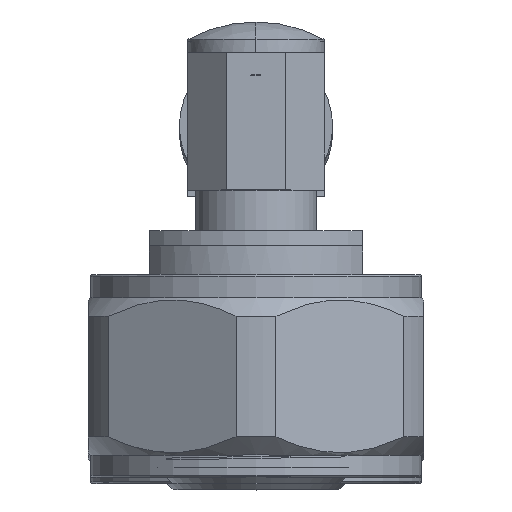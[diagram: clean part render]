
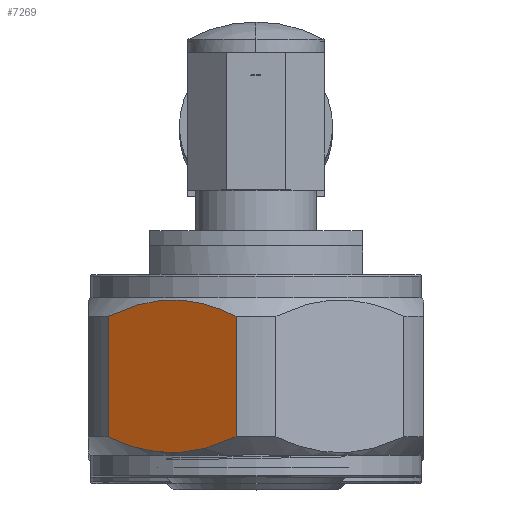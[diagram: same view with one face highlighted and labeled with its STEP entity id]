
A CAD part, top view. The second image highlights one B-rep face of the part: STEP entity #7269.
In plain terms, the highlighted face is planar.
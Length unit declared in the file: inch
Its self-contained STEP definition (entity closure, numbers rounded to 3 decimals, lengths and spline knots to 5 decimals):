
#49 = ORIENTED_EDGE ( 'NONE', *, *, #7259, .F. ) ;
#80 = CARTESIAN_POINT ( 'NONE',  ( -0.80319, 0.47026, -0.05163 ) ) ;
#112 = FACE_OUTER_BOUND ( 'NONE', #2379, .T. ) ;
#182 = LINE ( 'NONE', #4572, #4824 ) ;
#622 = CARTESIAN_POINT ( 'NONE',  ( -0.45731, 0.33423, -0.28724 ) ) ;
#801 = CARTESIAN_POINT ( 'NONE',  ( -0.49189, 0.27984, -0.38144 ) ) ;
#862 = ORIENTED_EDGE ( 'NONE', *, *, #917, .F. ) ;
#917 = EDGE_CURVE ( 'NONE', #6240, #4598, #182, .T. ) ;
#1124 = CARTESIAN_POINT ( 'NONE',  ( -0.23948, 0.47026, -0.05163 ) ) ;
#1185 = VECTOR ( 'NONE', #4654, 39.37008 ) ;
#1230 = CARTESIAN_POINT ( 'NONE',  ( -0.80319, 0.47026, -0.05163 ) ) ;
#1287 = CARTESIAN_POINT ( 'NONE',  ( -0.47896, 0.29501, -0.35517 ) ) ;
#1313 = CARTESIAN_POINT ( 'NONE',  ( -0.49189, 0.27984, -0.38144 ) ) ;
#1323 = CARTESIAN_POINT ( 'NONE',  ( -0.49189, 0.47026, -0.05163 ) ) ;
#1389 = CARTESIAN_POINT ( 'NONE',  ( -0.80319, 0.27984, -0.38144 ) ) ;
#1487 = AXIS2_PLACEMENT_3D ( 'NONE', #2474, #7145, #1829 ) ;
#1829 = DIRECTION ( 'NONE',  ( 0., 0.5, 0.866 ) ) ;
#1868 = CARTESIAN_POINT ( 'NONE',  ( -0.45352, 0.40762, -0.16013 ) ) ;
#1875 = CARTESIAN_POINT ( 'NONE',  ( -0.84435, 0.38328, -0.20228 ) ) ;
#1891 = CARTESIAN_POINT ( 'NONE',  ( -0.46837, 0.31046, -0.32841 ) ) ;
#2027 = EDGE_CURVE ( 'NONE', #4989, #4453, #4506, .T. ) ;
#2379 = EDGE_LOOP ( 'NONE', ( #4004, #6460, #862, #49 ) ) ;
#2446 = EDGE_CURVE ( 'NONE', #4598, #4989, #3508, .T. ) ;
#2474 = CARTESIAN_POINT ( 'NONE',  ( -1.11395, 0.25003, -0.43307 ) ) ;
#2491 = CARTESIAN_POINT ( 'NONE',  ( -0.45444, 0.34225, -0.27334 ) ) ;
#2495 = PLANE ( 'NONE',  #1487 ) ;
#2999 = CARTESIAN_POINT ( 'NONE',  ( -0.84435, 0.35862, -0.24499 ) ) ;
#3073 = CARTESIAN_POINT ( 'NONE',  ( -0.81578, 0.45505, -0.07797 ) ) ;
#3508 = B_SPLINE_CURVE_WITH_KNOTS ( 'NONE', 3,
 ( #1313, #1287, #1891, #622, #2491, #4253, #3624, #5969, #1868, #5386, #6521, #6613 ),
 .UNSPECIFIED., .F., .F.,
 ( 4, 2, 2, 2, 2, 4 ),
 ( 0., 0.00248, 0.00372, 0.00496, 0.00744, 0.00992 ),
 .UNSPECIFIED. ) ;
#3624 = CARTESIAN_POINT ( 'NONE',  ( -0.44953, 0.36684, -0.23076 ) ) ;
#4004 = ORIENTED_EDGE ( 'NONE', *, *, #2027, .F. ) ;
#4253 = CARTESIAN_POINT ( 'NONE',  ( -0.45054, 0.35853, -0.24516 ) ) ;
#4259 = CARTESIAN_POINT ( 'NONE',  ( -0.8158, 0.29507, -0.35507 ) ) ;
#4453 = VERTEX_POINT ( 'NONE', #80 ) ;
#4506 = LINE ( 'NONE', #1124, #1185 ) ;
#4572 = CARTESIAN_POINT ( 'NONE',  ( -0.23948, 0.27984, -0.38144 ) ) ;
#4598 = VERTEX_POINT ( 'NONE', #801 ) ;
#4654 = DIRECTION ( 'NONE',  ( -1., 0., 0. ) ) ;
#4790 = CARTESIAN_POINT ( 'NONE',  ( -0.82622, 0.31076, -0.3279 ) ) ;
#4824 = VECTOR ( 'NONE', #6963, 39.37008 ) ;
#4885 = B_SPLINE_CURVE_WITH_KNOTS ( 'NONE', 3,
 ( #1230, #3073, #6620, #7191, #6591, #5417, #1875, #2999, #5365, #4790, #4259, #7214 ),
 .UNSPECIFIED., .F., .F.,
 ( 4, 2, 2, 2, 2, 4 ),
 ( 0., 0.00248, 0.00371, 0.00495, 0.00743, 0.0099 ),
 .UNSPECIFIED. ) ;
#4989 = VERTEX_POINT ( 'NONE', #1323 ) ;
#5365 = CARTESIAN_POINT ( 'NONE',  ( -0.84047, 0.34249, -0.27292 ) ) ;
#5386 = CARTESIAN_POINT ( 'NONE',  ( -0.4682, 0.43938, -0.10512 ) ) ;
#5417 = CARTESIAN_POINT ( 'NONE',  ( -0.84336, 0.39157, -0.18793 ) ) ;
#5969 = CARTESIAN_POINT ( 'NONE',  ( -0.44953, 0.39149, -0.18807 ) ) ;
#6240 = VERTEX_POINT ( 'NONE', #1389 ) ;
#6460 = ORIENTED_EDGE ( 'NONE', *, *, #2446, .F. ) ;
#6521 = CARTESIAN_POINT ( 'NONE',  ( -0.47894, 0.45507, -0.07793 ) ) ;
#6591 = CARTESIAN_POINT ( 'NONE',  ( -0.83959, 0.4078, -0.15981 ) ) ;
#6613 = CARTESIAN_POINT ( 'NONE',  ( -0.49189, 0.47026, -0.05163 ) ) ;
#6620 = CARTESIAN_POINT ( 'NONE',  ( -0.82608, 0.43958, -0.10477 ) ) ;
#6963 = DIRECTION ( 'NONE',  ( 1., 0., 0. ) ) ;
#7145 = DIRECTION ( 'NONE',  ( 0., 0.866, -0.5 ) ) ;
#7191 = CARTESIAN_POINT ( 'NONE',  ( -0.8368, 0.41582, -0.14593 ) ) ;
#7214 = CARTESIAN_POINT ( 'NONE',  ( -0.80319, 0.27984, -0.38144 ) ) ;
#7259 = EDGE_CURVE ( 'NONE', #4453, #6240, #4885, .T. ) ;
#7269 = ADVANCED_FACE ( 'NONE', ( #112 ), #2495, .T. ) ;
